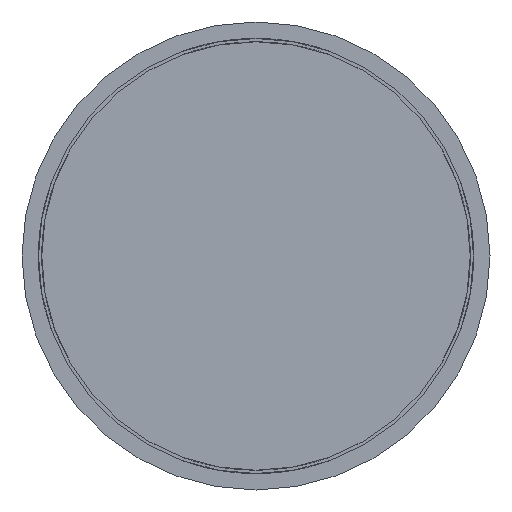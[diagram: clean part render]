
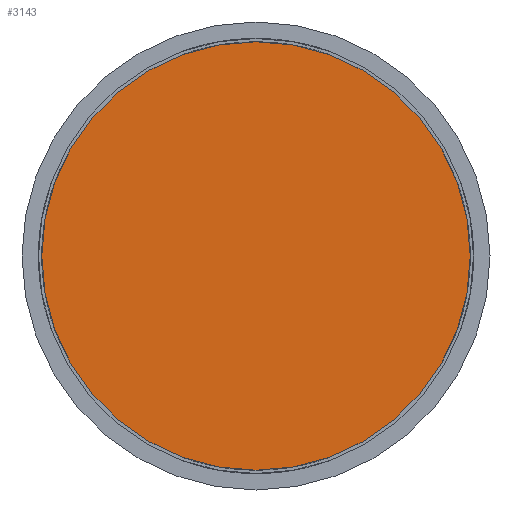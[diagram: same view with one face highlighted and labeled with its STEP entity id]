
A CAD part, front view. The second image highlights one B-rep face of the part: STEP entity #3143.
In plain terms, the highlighted planar face has unit normal (0, -1, 0).
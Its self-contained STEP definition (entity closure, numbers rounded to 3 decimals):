
#120 = DIRECTION ( 'NONE',  ( 0., 1., 0. ) ) ;
#620 = AXIS2_PLACEMENT_3D ( 'NONE', #2347, #120, #2335 ) ;
#677 = VERTEX_POINT ( 'NONE', #2682 ) ;
#691 = VERTEX_POINT ( 'NONE', #3430 ) ;
#817 = PLANE ( 'NONE',  #2569 ) ;
#1369 = EDGE_CURVE ( 'Defeature ausgef�hrt1_7+Defeature ausgef�hrt1_8+Defeature ausgef�hrt1_8+Defeature ausgef�hrt1_8', #691, #677, #3522, .T. ) ;
#1680 = AXIS2_PLACEMENT_3D ( 'NONE', #4175, #3493, #3838 ) ;
#2128 = EDGE_LOOP ( 'NONE', ( #4504, #2230 ) ) ;
#2230 = ORIENTED_EDGE ( 'NONE', *, *, #1369, .F. ) ;
#2263 = DIRECTION ( 'NONE',  ( 0., 0., -1. ) ) ;
#2335 = DIRECTION ( 'NONE',  ( 0., 0., 1. ) ) ;
#2347 = CARTESIAN_POINT ( 'NONE',  ( 0., -22., 0. ) ) ;
#2569 = AXIS2_PLACEMENT_3D ( 'NONE', #3751, #3767, #2263 ) ;
#2659 = EDGE_CURVE ( 'Defeature ausgef�hrt1_7+Defeature ausgef�hrt1_8+Defeature ausgef�hrt1_8+Defeature ausgef�hrt1_8', #677, #691, #3180, .T. ) ;
#2682 = CARTESIAN_POINT ( 'NONE',  ( 0., -22., 0.65 ) ) ;
#3143 = ADVANCED_FACE ( 'Defeature ausgef�hrt1_8', ( #4660 ), #817, .T. ) ;
#3180 = CIRCLE ( 'NONE', #1680, 0.65 ) ;
#3430 = CARTESIAN_POINT ( 'NONE',  ( 0., -22., -0.65 ) ) ;
#3493 = DIRECTION ( 'NONE',  ( 0., 1., 0. ) ) ;
#3522 = CIRCLE ( 'NONE', #620, 0.65 ) ;
#3751 = CARTESIAN_POINT ( 'NONE',  ( -0.65, -22., 0. ) ) ;
#3767 = DIRECTION ( 'NONE',  ( 0., -1., 0. ) ) ;
#3838 = DIRECTION ( 'NONE',  ( 0., 0., 1. ) ) ;
#4175 = CARTESIAN_POINT ( 'NONE',  ( 0., -22., 0. ) ) ;
#4504 = ORIENTED_EDGE ( 'NONE', *, *, #2659, .F. ) ;
#4660 = FACE_OUTER_BOUND ( 'NONE', #2128, .T. ) ;
